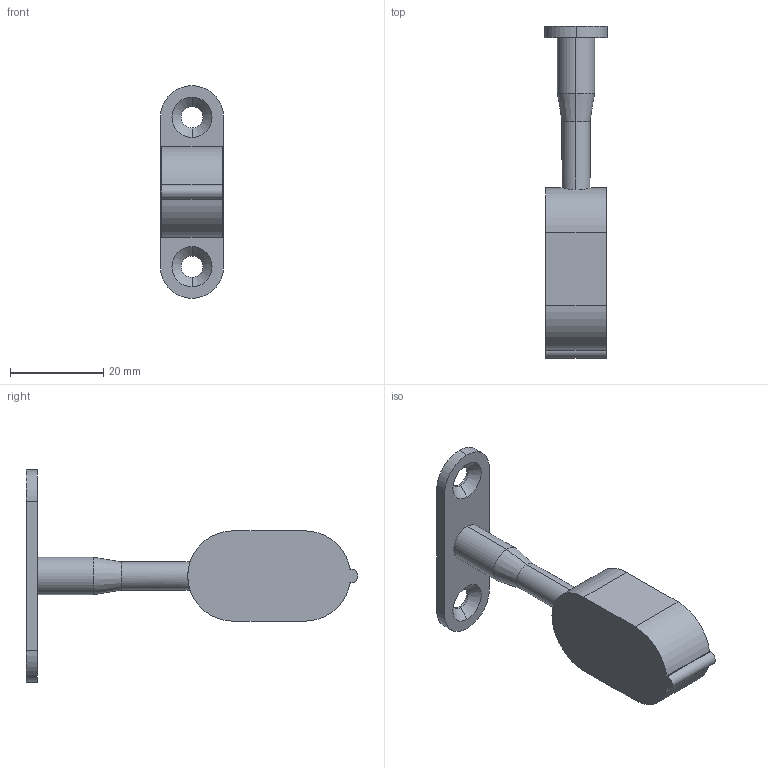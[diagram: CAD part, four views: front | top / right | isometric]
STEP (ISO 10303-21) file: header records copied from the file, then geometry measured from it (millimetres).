
FILE_DESCRIPTION (( 'STEP AP214' ), '1' );
FILE_NAME ('F001126_3D.step', '2022-11-21T18:09:58', ( '' ), ( '' ), 'SwSTEP 2.0', 'SolidWorks 2020', '' );
FILE_SCHEMA (( 'AUTOMOTIVE_DESIGN' ));
Length unit declared in the file: millimetre
Products named in the file (1): F001126_3D
Bounding box: 13.5 x 71 x 45.5 mm (x, y, z)
Volume: 4809.9 mm3; surface area: 5377 mm2
Topology: 1 solids, 1 shells, 36 faces, 85 edges, 54 vertices
Faces by surface type: cylinder 19, plane 11, cone 6
Entity records: 1145 total; most frequent: CARTESIAN_POINT 238, DIRECTION 197, ORIENTED_EDGE 170, EDGE_CURVE 85, AXIS2_PLACEMENT_3D 77, VERTEX_POINT 54, VECTOR 43, LINE 43
